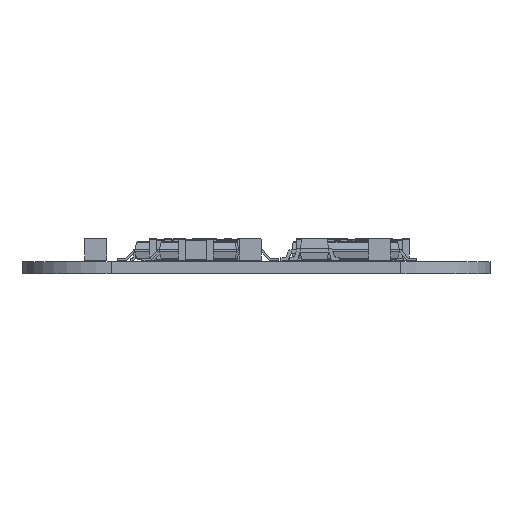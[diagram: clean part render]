
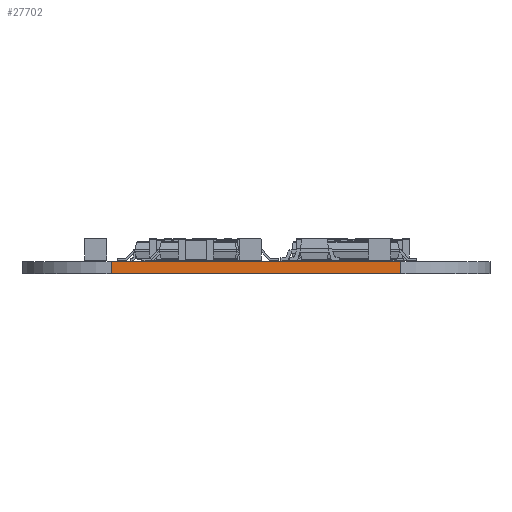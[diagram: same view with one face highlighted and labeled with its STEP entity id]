
A CAD part, front view. The second image highlights one B-rep face of the part: STEP entity #27702.
In plain terms, the highlighted planar face has unit normal (0, -1, 0).
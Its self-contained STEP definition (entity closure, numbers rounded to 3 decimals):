
#26078 = VERTEX_POINT('',#26079);
#26079 = CARTESIAN_POINT('',(3.175,-84.455,0.));
#26086 = EDGE_CURVE('',#26087,#26078,#26089,.T.);
#26087 = VERTEX_POINT('',#26088);
#26088 = CARTESIAN_POINT('',(19.685,-84.455,0.));
#26089 = LINE('',#26090,#26091);
#26090 = CARTESIAN_POINT('',(19.685,-84.455,0.));
#26091 = VECTOR('',#26092,1.);
#26092 = DIRECTION('',(-1.,0.,0.));
#26851 = VERTEX_POINT('',#26852);
#26852 = CARTESIAN_POINT('',(3.175,-84.455,0.7));
#26859 = EDGE_CURVE('',#26860,#26851,#26862,.T.);
#26860 = VERTEX_POINT('',#26861);
#26861 = CARTESIAN_POINT('',(19.685,-84.455,0.7));
#26862 = LINE('',#26863,#26864);
#26863 = CARTESIAN_POINT('',(19.685,-84.455,0.7));
#26864 = VECTOR('',#26865,1.);
#26865 = DIRECTION('',(-1.,0.,0.));
#27672 = EDGE_CURVE('',#26078,#26851,#27673,.T.);
#27673 = LINE('',#27674,#27675);
#27674 = CARTESIAN_POINT('',(3.175,-84.455,0.));
#27675 = VECTOR('',#27676,1.);
#27676 = DIRECTION('',(0.,0.,1.));
#27691 = EDGE_CURVE('',#26087,#26860,#27692,.T.);
#27692 = LINE('',#27693,#27694);
#27693 = CARTESIAN_POINT('',(19.685,-84.455,0.));
#27694 = VECTOR('',#27695,1.);
#27695 = DIRECTION('',(0.,0.,1.));
#27702 = ADVANCED_FACE('',(#27703),#27709,.T.);
#27703 = FACE_BOUND('',#27704,.T.);
#27704 = EDGE_LOOP('',(#27705,#27706,#27707,#27708));
#27705 = ORIENTED_EDGE('',*,*,#27691,.T.);
#27706 = ORIENTED_EDGE('',*,*,#26859,.T.);
#27707 = ORIENTED_EDGE('',*,*,#27672,.F.);
#27708 = ORIENTED_EDGE('',*,*,#26086,.F.);
#27709 = PLANE('',#27710);
#27710 = AXIS2_PLACEMENT_3D('',#27711,#27712,#27713);
#27711 = CARTESIAN_POINT('',(19.685,-84.455,0.));
#27712 = DIRECTION('',(0.,-1.,0.));
#27713 = DIRECTION('',(-1.,0.,0.));
